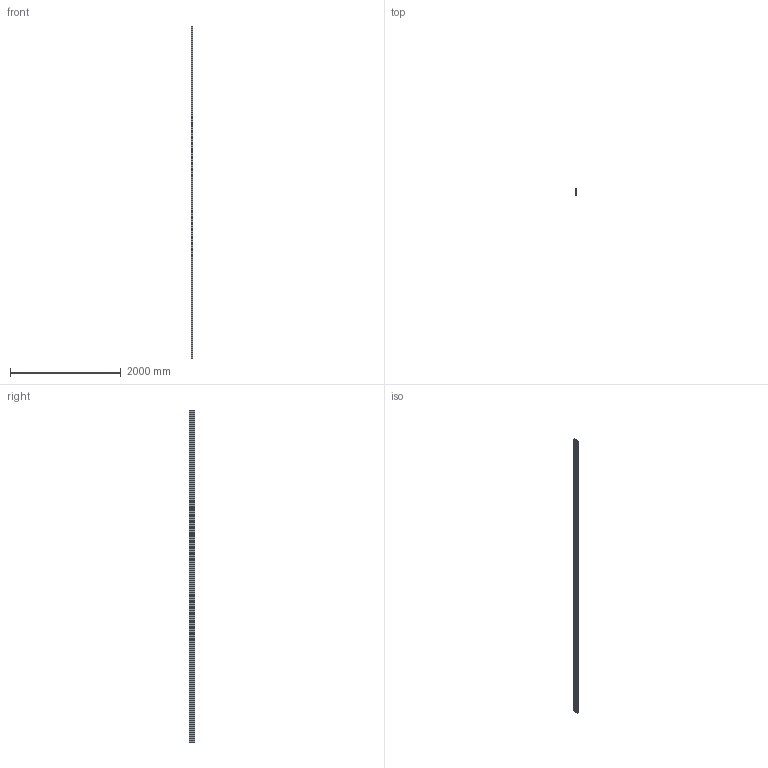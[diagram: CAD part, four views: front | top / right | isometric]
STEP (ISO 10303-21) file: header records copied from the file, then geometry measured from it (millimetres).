
FILE_DESCRIPTION (( 'STEP AP203' ), '1' );
FILE_NAME ('MB1-2.STEP', '2018-04-02T17:04:11', ( 'User2' ), ( '' ), 'SwSTEP 2.0', 'SolidWorks 2007', '' );
FILE_SCHEMA (( 'CONFIG_CONTROL_DESIGN' ));
Length unit declared in the file: millimetre
Products named in the file (1): MB1-2
Bounding box: 30 x 100 x 6000 mm (x, y, z)
Volume: 5070952.6 mm3; surface area: 5447043.1 mm2
Topology: 1 solids, 1 shells, 157 faces, 465 edges, 310 vertices
Faces by surface type: plane 136, cylinder 21
Entity records: 5278 total; most frequent: CARTESIAN_POINT 933, ORIENTED_EDGE 930, DIRECTION 823, EDGE_CURVE 465, VECTOR 423, LINE 423, VERTEX_POINT 310, AXIS2_PLACEMENT_3D 200
